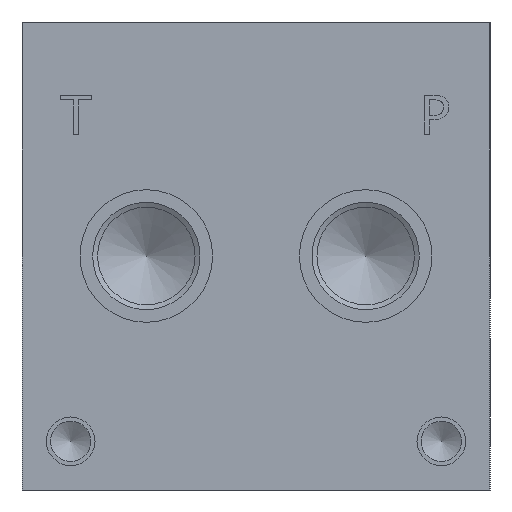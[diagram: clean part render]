
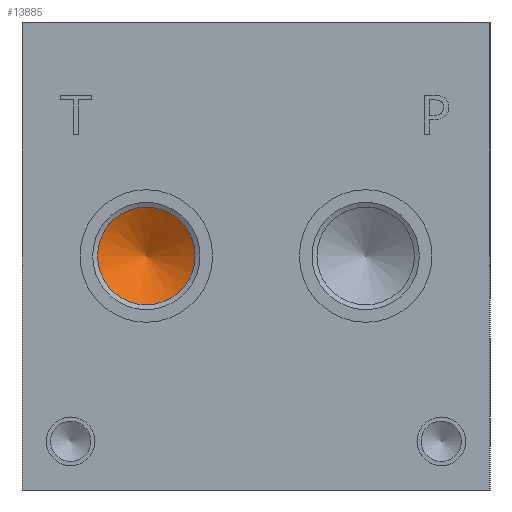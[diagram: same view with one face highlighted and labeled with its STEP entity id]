
A CAD part, left-side view. The second image highlights one B-rep face of the part: STEP entity #13885.
In plain terms, the highlighted conical face has half-angle 60 degrees and reference radius 3.969 mm.
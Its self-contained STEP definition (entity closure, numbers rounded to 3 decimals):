
#25=CONICAL_SURFACE('',#14499,3.969,1.047);
#226=CIRCLE('',#14500,7.938);
#227=CIRCLE('',#14501,7.938);
#1744=FACE_OUTER_BOUND('',#2535,.T.);
#2535=EDGE_LOOP('',(#11705,#11706,#11707,#11708));
#3862=LINE('',#23632,#5111);
#5111=VECTOR('',#16922,3.969);
#6317=VERTEX_POINT('',#23628);
#6318=VERTEX_POINT('',#23629);
#6319=VERTEX_POINT('',#23631);
#8188=EDGE_CURVE('',#6317,#6318,#226,.T.);
#8189=EDGE_CURVE('',#6318,#6319,#3862,.T.);
#8190=EDGE_CURVE('',#6318,#6317,#227,.T.);
#11705=ORIENTED_EDGE('',*,*,#8188,.T.);
#11706=ORIENTED_EDGE('',*,*,#8189,.T.);
#11707=ORIENTED_EDGE('',*,*,#8189,.F.);
#11708=ORIENTED_EDGE('',*,*,#8190,.T.);
#13885=ADVANCED_FACE('',(#1744),#25,.F.);
#14499=AXIS2_PLACEMENT_3D('',#23627,#16918,#16919);
#14500=AXIS2_PLACEMENT_3D('',#23630,#16920,#16921);
#14501=AXIS2_PLACEMENT_3D('',#23633,#16923,#16924);
#16918=DIRECTION('center_axis',(-1.,0.,0.));
#16919=DIRECTION('ref_axis',(0.,1.,0.));
#16920=DIRECTION('center_axis',(-1.,0.,0.));
#16921=DIRECTION('ref_axis',(0.,1.,0.));
#16922=DIRECTION('',(0.5,0.866,0.));
#16923=DIRECTION('center_axis',(-1.,0.,0.));
#16924=DIRECTION('ref_axis',(0.,1.,0.));
#23627=CARTESIAN_POINT('Origin',(34.031,55.956,38.1));
#23628=CARTESIAN_POINT('',(31.74,63.894,38.1));
#23629=CARTESIAN_POINT('',(31.74,48.019,38.1));
#23630=CARTESIAN_POINT('Origin',(31.74,55.956,38.1));
#23631=CARTESIAN_POINT('',(36.323,55.956,38.1));
#23632=CARTESIAN_POINT('',(34.031,51.987,38.1));
#23633=CARTESIAN_POINT('Origin',(31.74,55.956,38.1));
